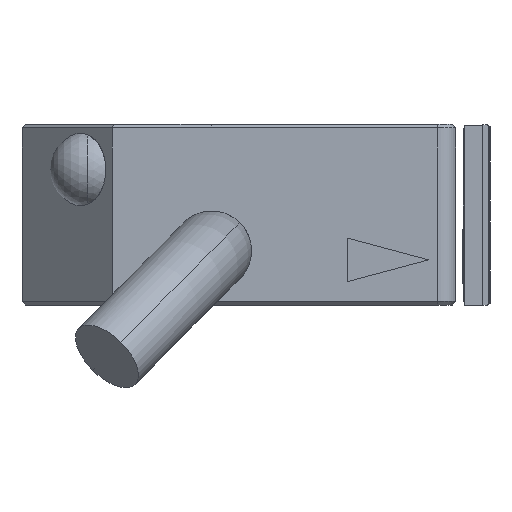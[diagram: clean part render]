
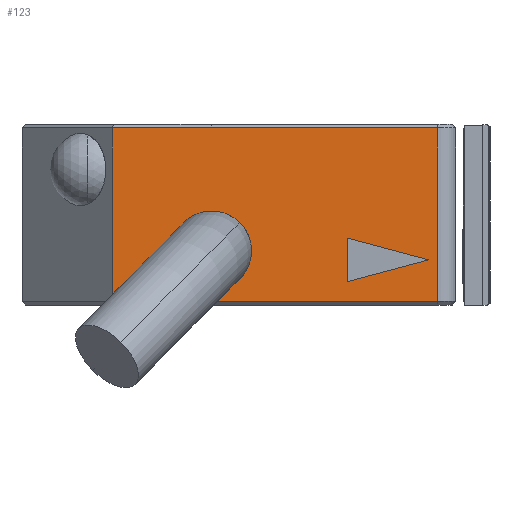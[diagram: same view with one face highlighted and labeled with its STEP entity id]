
A CAD part, left-side view. The second image highlights one B-rep face of the part: STEP entity #123.
In plain terms, the highlighted planar face has unit normal (-1, 0, 0).
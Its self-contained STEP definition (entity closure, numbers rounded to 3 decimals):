
#44 = VERTEX_POINT ( 'NONE', #2194 ) ;
#45 = EDGE_LOOP ( 'NONE', ( #47, #65, #58, #130 ) ) ;
#46 = ORIENTED_EDGE ( 'NONE', *, *, #69, .F. ) ;
#47 = ORIENTED_EDGE ( 'NONE', *, *, #131, .T. ) ;
#51 = VERTEX_POINT ( 'NONE', #2243 ) ;
#53 = ORIENTED_EDGE ( 'NONE', *, *, #71, .F. ) ;
#54 = VERTEX_POINT ( 'NONE', #2242 ) ;
#58 = ORIENTED_EDGE ( 'NONE', *, *, #59, .T. ) ;
#59 = EDGE_CURVE ( 'NONE', #60, #44, #2231, .T. ) ;
#60 = VERTEX_POINT ( 'NONE', #2227 ) ;
#65 = ORIENTED_EDGE ( 'NONE', *, *, #66, .T. ) ;
#66 = EDGE_CURVE ( 'NONE', #51, #60, #2219, .T. ) ;
#69 = EDGE_CURVE ( 'NONE', #115, #54, #2269, .T. ) ;
#71 = EDGE_CURVE ( 'NONE', #54, #117, #2261, .T. ) ;
#98 = ORIENTED_EDGE ( 'NONE', *, *, #1562, .F. ) ;
#99 = EDGE_CURVE ( 'NONE', #1563, #1560, #2308, .T. ) ;
#100 = EDGE_LOOP ( 'NONE', ( #101, #98 ) ) ;
#101 = ORIENTED_EDGE ( 'NONE', *, *, #99, .F. ) ;
#114 = EDGE_CURVE ( 'NONE', #117, #115, #2346, .T. ) ;
#115 = VERTEX_POINT ( 'NONE', #2342 ) ;
#117 = VERTEX_POINT ( 'NONE', #2337 ) ;
#120 = EDGE_LOOP ( 'NONE', ( #122, #53, #46 ) ) ;
#122 = ORIENTED_EDGE ( 'NONE', *, *, #114, .F. ) ;
#123 = ADVANCED_FACE ( 'NONE', ( #2394, #2393, #2392 ), #2391, .F. ) ;
#130 = ORIENTED_EDGE ( 'NONE', *, *, #133, .T. ) ;
#131 = EDGE_CURVE ( 'NONE', #132, #51, #2377, .T. ) ;
#132 = VERTEX_POINT ( 'NONE', #2373 ) ;
#133 = EDGE_CURVE ( 'NONE', #44, #132, #2372, .T. ) ;
#1560 = VERTEX_POINT ( 'NONE', #5083 ) ;
#1562 = EDGE_CURVE ( 'NONE', #1560, #1563, #5082, .T. ) ;
#1563 = VERTEX_POINT ( 'NONE', #5077 ) ;
#2194 = CARTESIAN_POINT ( 'NONE',  ( 0., 1., 9.8 ) ) ;
#2219 = LINE ( 'NONE', #2276, #2275 ) ;
#2227 = CARTESIAN_POINT ( 'NONE',  ( 0., 1., 0.2 ) ) ;
#2228 = DIRECTION ( 'NONE',  ( 0., 0., 1. ) ) ;
#2229 = VECTOR ( 'NONE', #2228, 1000. ) ;
#2230 = CARTESIAN_POINT ( 'NONE',  ( 0., 1., 10. ) ) ;
#2231 = LINE ( 'NONE', #2230, #2229 ) ;
#2242 = CARTESIAN_POINT ( 'NONE',  ( 0., 6., 3.706 ) ) ;
#2243 = CARTESIAN_POINT ( 'NONE',  ( 0., 19., 0.2 ) ) ;
#2258 = DIRECTION ( 'NONE',  ( 0., 0., -1. ) ) ;
#2259 = VECTOR ( 'NONE', #2258, 1000. ) ;
#2260 = CARTESIAN_POINT ( 'NONE',  ( 0., 6., 3.706 ) ) ;
#2261 = LINE ( 'NONE', #2260, #2259 ) ;
#2266 = DIRECTION ( 'NONE',  ( 0., 0.966, 0.259 ) ) ;
#2267 = VECTOR ( 'NONE', #2266, 1000. ) ;
#2268 = CARTESIAN_POINT ( 'NONE',  ( 0., 1.5, 2.5 ) ) ;
#2269 = LINE ( 'NONE', #2268, #2267 ) ;
#2274 = DIRECTION ( 'NONE',  ( 0., -1., 0. ) ) ;
#2275 = VECTOR ( 'NONE', #2274, 1000. ) ;
#2276 = CARTESIAN_POINT ( 'NONE',  ( 0., 1., 0.2 ) ) ;
#2304 = DIRECTION ( 'NONE',  ( 0., 0., -1. ) ) ;
#2305 = DIRECTION ( 'NONE',  ( -1., 0., 0. ) ) ;
#2306 = CARTESIAN_POINT ( 'NONE',  ( 0., 13.5, 3. ) ) ;
#2307 = AXIS2_PLACEMENT_3D ( 'NONE', #2306, #2305, #2304 ) ;
#2308 = CIRCLE ( 'NONE', #2307, 2.2 ) ;
#2337 = CARTESIAN_POINT ( 'NONE',  ( 0., 6., 1.294 ) ) ;
#2342 = CARTESIAN_POINT ( 'NONE',  ( 0., 1.5, 2.5 ) ) ;
#2343 = DIRECTION ( 'NONE',  ( 0., -0.966, 0.259 ) ) ;
#2344 = VECTOR ( 'NONE', #2343, 1000. ) ;
#2345 = CARTESIAN_POINT ( 'NONE',  ( 0., 6., 1.294 ) ) ;
#2346 = LINE ( 'NONE', #2345, #2344 ) ;
#2369 = DIRECTION ( 'NONE',  ( 0., 1., 0. ) ) ;
#2370 = VECTOR ( 'NONE', #2369, 1000. ) ;
#2371 = CARTESIAN_POINT ( 'NONE',  ( 0., 0., 9.8 ) ) ;
#2372 = LINE ( 'NONE', #2371, #2370 ) ;
#2373 = CARTESIAN_POINT ( 'NONE',  ( 0., 19., 9.8 ) ) ;
#2374 = DIRECTION ( 'NONE',  ( 0., 0., -1. ) ) ;
#2375 = VECTOR ( 'NONE', #2374, 1000. ) ;
#2376 = CARTESIAN_POINT ( 'NONE',  ( 0., 19., 10. ) ) ;
#2377 = LINE ( 'NONE', #2376, #2375 ) ;
#2386 = DIRECTION ( 'NONE',  ( 0., 0., -1. ) ) ;
#2387 = DIRECTION ( 'NONE',  ( 1., 0., 0. ) ) ;
#2388 = CARTESIAN_POINT ( 'NONE',  ( 0., 0., 10. ) ) ;
#2390 = AXIS2_PLACEMENT_3D ( 'NONE', #2388, #2387, #2386 ) ;
#2391 = PLANE ( 'NONE',  #2390 ) ;
#2392 = FACE_BOUND ( 'NONE', #100, .T. ) ;
#2393 = FACE_OUTER_BOUND ( 'NONE', #45, .T. ) ;
#2394 = FACE_BOUND ( 'NONE', #120, .T. ) ;
#5077 = CARTESIAN_POINT ( 'NONE',  ( 0., 13.5, 0.8 ) ) ;
#5078 = DIRECTION ( 'NONE',  ( 0., 0., -1. ) ) ;
#5079 = DIRECTION ( 'NONE',  ( -1., 0., 0. ) ) ;
#5080 = CARTESIAN_POINT ( 'NONE',  ( 0., 13.5, 3. ) ) ;
#5081 = AXIS2_PLACEMENT_3D ( 'NONE', #5080, #5079, #5078 ) ;
#5082 = CIRCLE ( 'NONE', #5081, 2.2 ) ;
#5083 = CARTESIAN_POINT ( 'NONE',  ( 0., 13.5, 5.2 ) ) ;
